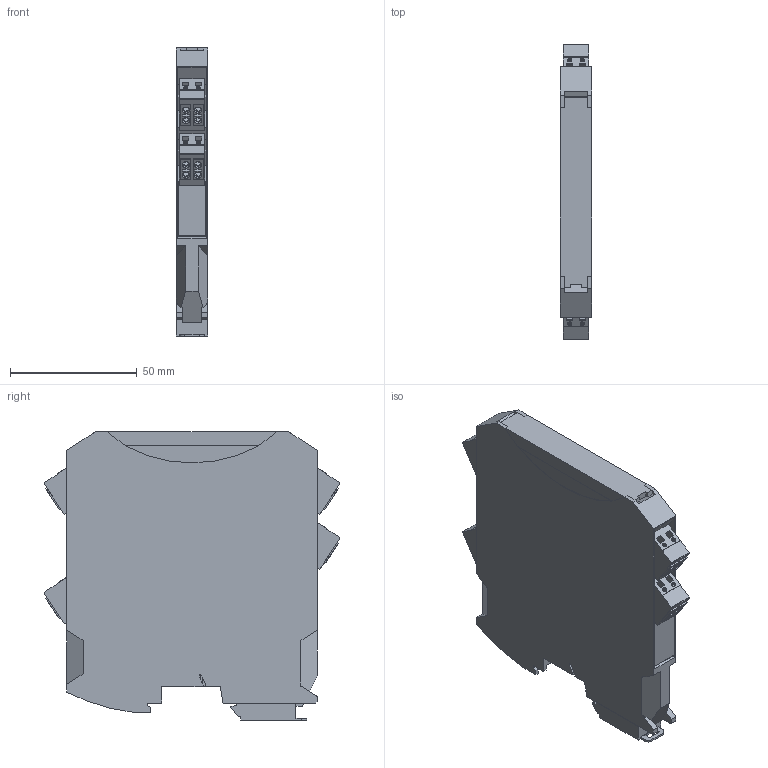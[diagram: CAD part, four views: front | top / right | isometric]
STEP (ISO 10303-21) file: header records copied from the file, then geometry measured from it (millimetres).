
FILE_DESCRIPTION(('Creo Elements/Direct Modeling STEP Export'),'2;1');
FILE_NAME('model.stp','2021-02-25T 8:55:27',(''),(''),'Creo Elements/Direct Modeling STEP processor for AP214 (Solid Model)','Creo Elements/Direct Modeling 20.1D 10-Oct-2020 (C) Parametric Technology GmbH','');
FILE_SCHEMA(('AUTOMOTIVE_DESIGN { 1 0 10303 214 1 1 1 1 }'));
Length unit declared in the file: millimetre
Products named in the file (5): TVFKC_1.5_2-ST_BU-select; ME_MAX_B-12.5_GY-select.1; MAXC_12.5-GY-SOCKEL-select; TVFKC_1.5_2-ST_GY7035-select.1; MACX_MCR_12.5_154_A_2-select
Assembly tree (7 placements, depth 2):
  MACX_MCR_12.5_154_A_2-select
    TVFKC_1.5_2-ST_BU-select  x2
    TVFKC_1.5_2-ST_GY7035-select.1  x2
    ME_MAX_B-12.5_GY-select.1  x2
    MAXC_12.5-GY-SOCKEL-select
Bounding box: 12.6 x 116.67 x 113.7 mm (x, y, z)
Volume: 127645.9 mm3; surface area: 42249.5 mm2
Topology: 7 solids, 7 shells, 1084 faces, 2717 edges, 1752 vertices
Faces by surface type: plane 841, cylinder 171, cone 64, extrusion 8
Entity records: 26688 total; most frequent: ORIENTED_EDGE 3736, CARTESIAN_POINT 3689, DIRECTION 3177, EDGE_CURVE 1868, VECTOR 1523, LINE 1519, VERTEX_POINT 1217, AXIS2_PLACEMENT_3D 827
